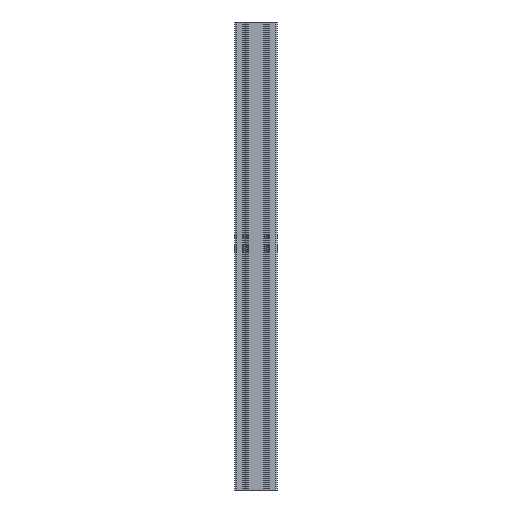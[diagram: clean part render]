
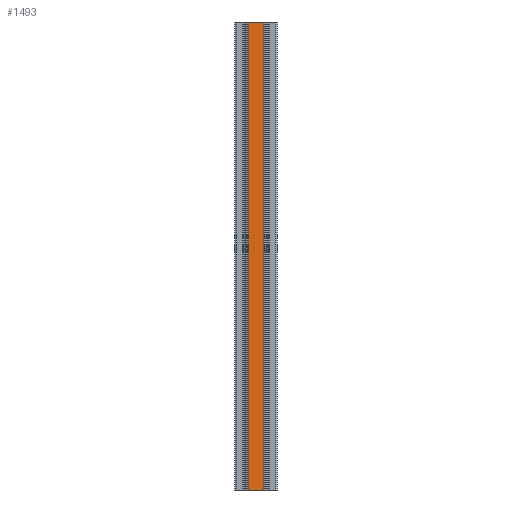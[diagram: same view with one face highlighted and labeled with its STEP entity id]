
A CAD part, left-side view. The second image highlights one B-rep face of the part: STEP entity #1493.
In plain terms, the highlighted planar face has unit normal (-1, 0, 0).
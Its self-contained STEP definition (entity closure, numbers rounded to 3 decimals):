
#199 = VERTEX_POINT ( 'NONE', #3280 ) ;
#428 = CARTESIAN_POINT ( 'NONE',  ( -22.5, -6.1, 0. ) ) ;
#493 = DIRECTION ( 'NONE',  ( 1., 0., 0. ) ) ;
#652 = CARTESIAN_POINT ( 'NONE',  ( -22.5, 0., 1000. ) ) ;
#1256 = DIRECTION ( 'NONE',  ( 0., -1., 0. ) ) ;
#1328 = EDGE_CURVE ( 'NONE', #2989, #7320, #3500, .T. ) ;
#1493 = ADVANCED_FACE ( 'NONE', ( #1993 ), #5870, .F. ) ;
#1667 = ORIENTED_EDGE ( 'NONE', *, *, #1328, .T. ) ;
#1679 = EDGE_CURVE ( 'NONE', #199, #1899, #2830, .T. ) ;
#1730 = AXIS2_PLACEMENT_3D ( 'NONE', #7082, #493, #4687 ) ;
#1899 = VERTEX_POINT ( 'NONE', #6004 ) ;
#1993 = FACE_OUTER_BOUND ( 'NONE', #6408, .T. ) ;
#2433 = CARTESIAN_POINT ( 'NONE',  ( -22.5, -38.9, 1000. ) ) ;
#2544 = VECTOR ( 'NONE', #4835, 1000. ) ;
#2679 = CARTESIAN_POINT ( 'NONE',  ( -22.5, -38.9, 0. ) ) ;
#2739 = VECTOR ( 'NONE', #6018, 1000. ) ;
#2830 = LINE ( 'NONE', #652, #4230 ) ;
#2836 = ORIENTED_EDGE ( 'NONE', *, *, #3180, .F. ) ;
#2874 = DIRECTION ( 'NONE',  ( 0., -1., 0. ) ) ;
#2915 = LINE ( 'NONE', #4224, #2739 ) ;
#2989 = VERTEX_POINT ( 'NONE', #428 ) ;
#3180 = EDGE_CURVE ( 'NONE', #1899, #7320, #6777, .T. ) ;
#3280 = CARTESIAN_POINT ( 'NONE',  ( -22.5, -6.1, 1000. ) ) ;
#3500 = LINE ( 'NONE', #7078, #6511 ) ;
#3524 = EDGE_CURVE ( 'NONE', #199, #2989, #2915, .T. ) ;
#3559 = ORIENTED_EDGE ( 'NONE', *, *, #3524, .T. ) ;
#4224 = CARTESIAN_POINT ( 'NONE',  ( -22.5, -6.1, 1000. ) ) ;
#4230 = VECTOR ( 'NONE', #1256, 1000. ) ;
#4687 = DIRECTION ( 'NONE',  ( 0., 0., -1. ) ) ;
#4835 = DIRECTION ( 'NONE',  ( 0., 0., -1. ) ) ;
#5870 = PLANE ( 'NONE',  #1730 ) ;
#6004 = CARTESIAN_POINT ( 'NONE',  ( -22.5, -38.9, 1000. ) ) ;
#6018 = DIRECTION ( 'NONE',  ( 0., 0., -1. ) ) ;
#6408 = EDGE_LOOP ( 'NONE', ( #1667, #2836, #7162, #3559 ) ) ;
#6511 = VECTOR ( 'NONE', #2874, 1000. ) ;
#6777 = LINE ( 'NONE', #2433, #2544 ) ;
#7078 = CARTESIAN_POINT ( 'NONE',  ( -22.5, 0., 0. ) ) ;
#7082 = CARTESIAN_POINT ( 'NONE',  ( -22.5, 0., 1000. ) ) ;
#7162 = ORIENTED_EDGE ( 'NONE', *, *, #1679, .F. ) ;
#7320 = VERTEX_POINT ( 'NONE', #2679 ) ;
